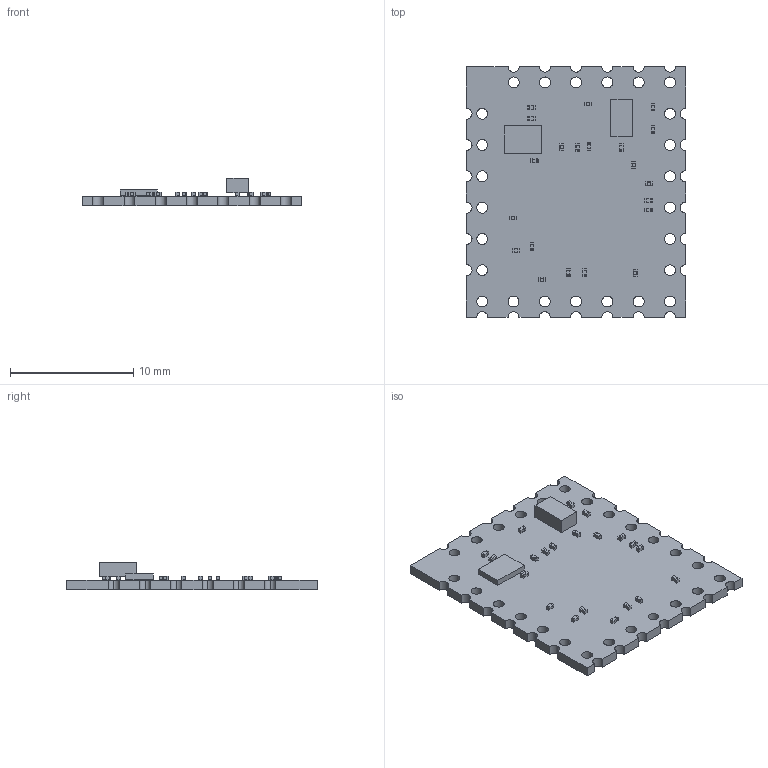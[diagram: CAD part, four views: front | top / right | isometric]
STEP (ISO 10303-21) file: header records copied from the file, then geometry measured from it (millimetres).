
FILE_DESCRIPTION(('Open CASCADE Model'),'2;1');
FILE_NAME('Open CASCADE Shape Model','2025-04-07T11:48:55',('Author'),( 'Open CASCADE'),'Open CASCADE STEP processor 6.8','Open CASCADE 6.8' ,'Unknown');
FILE_SCHEMA(('AUTOMOTIVE_DESIGN { 1 0 10303 214 1 1 1 1 }'));
Length unit declared in the file: millimetre
Products named in the file (32): PCB; Board; Open CASCADE STEP translator 6.8 1.1.1; Open CASCADE STEP translator 6.8 1.1.1.1; RT9193-33PB; 6246768512; Extruded; C1; User_Library-Chip_Cap_MLCC_0201_(0603); C6; C15; C14; C5; C12; C11; C8; C7; C3; C2; C19; U1_C2; U2; 6246768192; C20; U1_C1; C4; C9; C10; C13; C18; C21
Assembly tree (51 placements, depth 4):
  PCB
    Board
      Open CASCADE STEP translator 6.8 1.1.1
        Open CASCADE STEP translator 6.8 1.1.1.1
    RT9193-33PB
      6246768512
        Extruded
    C1
      User_Library-Chip_Cap_MLCC_0201_(0603)
    C6
      User_Library-Chip_Cap_MLCC_0201_(0603)
    C15
      User_Library-Chip_Cap_MLCC_0201_(0603)
    C14
      User_Library-Chip_Cap_MLCC_0201_(0603)
    C5
      User_Library-Chip_Cap_MLCC_0201_(0603)
    C12
      User_Library-Chip_Cap_MLCC_0201_(0603)
    C11
      User_Library-Chip_Cap_MLCC_0201_(0603)
    C8
      User_Library-Chip_Cap_MLCC_0201_(0603)
    C7
      User_Library-Chip_Cap_MLCC_0201_(0603)
    C3
      User_Library-Chip_Cap_MLCC_0201_(0603)
    C2
      User_Library-Chip_Cap_MLCC_0201_(0603)
    C19
      User_Library-Chip_Cap_MLCC_0201_(0603)
    U1_C2
      User_Library-Chip_Cap_MLCC_0201_(0603)
    U2
      6246768192
        Extruded
    C20
      User_Library-Chip_Cap_MLCC_0201_(0603)
    U1_C1
      User_Library-Chip_Cap_MLCC_0201_(0603)
    C4
      User_Library-Chip_Cap_MLCC_0201_(0603)
    C9
      User_Library-Chip_Cap_MLCC_0201_(0603)
    C10
      User_Library-Chip_Cap_MLCC_0201_(0603)
    C13
      User_Library-Chip_Cap_MLCC_0201_(0603)
    C18
      User_Library-Chip_Cap_MLCC_0201_(0603)
    C21
      User_Library-Chip_Cap_MLCC_0201_(0603)
Bounding box: 17.78 x 20.33 x 2.25 mm (x, y, z)
Volume: 280.7 mm3; surface area: 862.2 mm2
Topology: 24 solids, 24 shells, 1036 faces, 2502 edges, 1388 vertices
Faces by surface type: cylinder 489, plane 379, bspline 168
Full cylindrical faces by diameter (mm): 0.889 x25
Entity records: 6146 total; most frequent: CARTESIAN_POINT 1010, DIRECTION 992, ORIENTED_EDGE 828, EDGE_CURVE 414, AXIS2_PLACEMENT_3D 378, VERTEX_POINT 268, LINE 236, VECTOR 236
